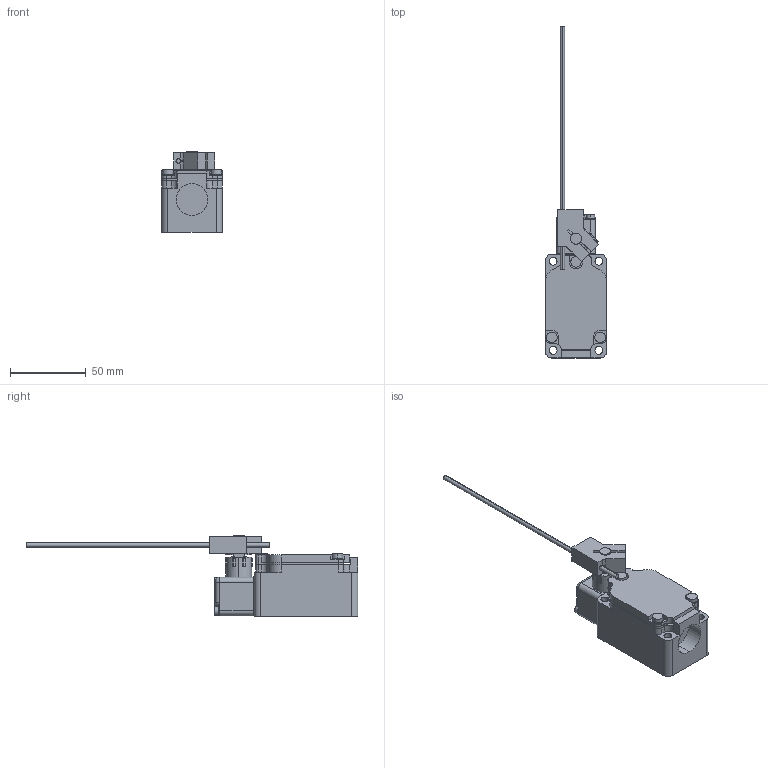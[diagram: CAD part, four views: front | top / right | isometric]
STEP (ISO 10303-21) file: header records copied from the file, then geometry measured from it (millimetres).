
FILE_DESCRIPTION (( 'STEP AP214' ), '1' );
FILE_NAME ('LIMSW-5107HT_3D.step', '2023-09-20T22:21:42', ( '' ), ( '' ), 'SwSTEP 2.0', 'SolidWorks 2022', '' );
FILE_SCHEMA (( 'AUTOMOTIVE_DESIGN' ));
Length unit declared in the file: inch
Products named in the file (7): WLCL_2_N_BASE; WLCL_2_N_HEAD; WL_4A100; WLCL_2_N_PLATE; WL_4A100_MOTION; LIMSW-5107HT_3D; WL_4A100_ACTUATOR
Assembly tree (6 placements, depth 3):
  LIMSW-5107HT_3D
    WL_4A100
      WL_4A100_MOTION
      WL_4A100_ACTUATOR
    WLCL_2_N_HEAD
    WLCL_2_N_PLATE
    WLCL_2_N_BASE
Bounding box: 40 x 218.4 x 53.2 mm (x, y, z)
Volume: 124601.8 mm3; surface area: 27730.2 mm2
Topology: 5 solids, 5 shells, 332 faces, 826 edges, 544 vertices
Faces by surface type: plane 184, cylinder 136, bspline 10, cone 2
Entity records: 10785 total; most frequent: CARTESIAN_POINT 2310, DIRECTION 1775, ORIENTED_EDGE 1652, EDGE_CURVE 826, AXIS2_PLACEMENT_3D 631, VERTEX_POINT 544, LINE 513, VECTOR 513
